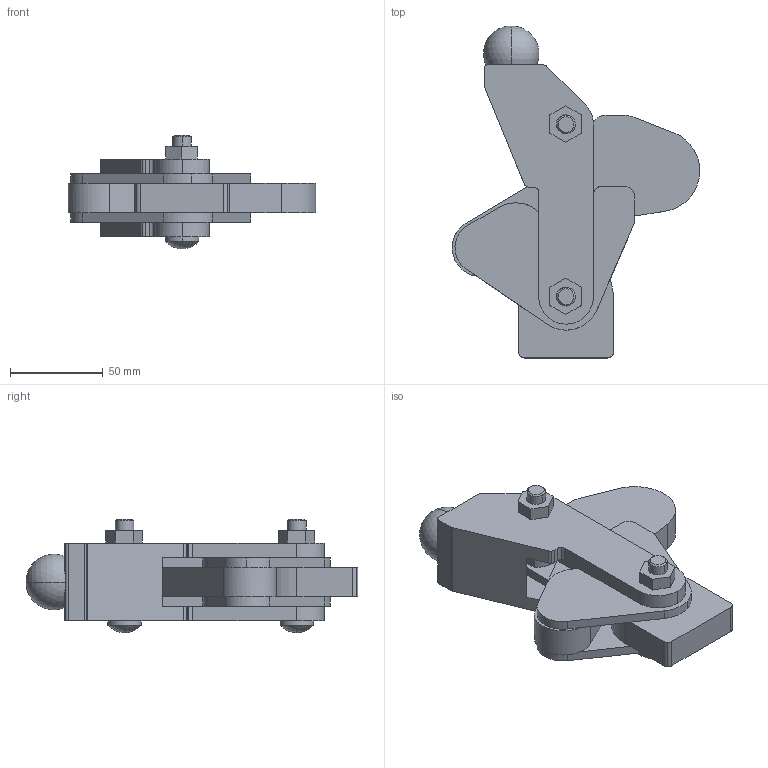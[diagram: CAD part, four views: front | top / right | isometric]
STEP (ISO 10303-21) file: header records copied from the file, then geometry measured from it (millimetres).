
FILE_DESCRIPTION(('CATIA V5 STEP Exchange'),'2;1');
FILE_NAME('MODULSPANNER_TS_V_HD_2500_FM_357822.stp','2018-08-16T12:01:27+00:00',('none'),('none'),'CATIA Version 5 Release 19 SP 9 (IN-10)','CATIA V5 STEP AP214','none');
FILE_SCHEMA(('AUTOMOTIVE_DESIGN { 1 0 10303 214 1 1 1 1 }'));
Length unit declared in the file: millimetre
Products named in the file (1): MODULSPANNER_TS_V_HD_2500_FM_357822
Bounding box: 133.7 x 179.25 x 61.5 mm (x, y, z)
Volume: 314028.8 mm3; surface area: 56966.9 mm2
Topology: 1 solids, 3 shells, 175 faces, 512 edges, 337 vertices
Faces by surface type: cylinder 87, plane 76, sphere 8, cone 4
Entity records: 6301 total; most frequent: CARTESIAN_POINT 1826, ORIENTED_EDGE 1016, DIRECTION 766, EDGE_CURVE 508, VERTEX_POINT 337, AXIS2_PLACEMENT_3D 318, VECTOR 280, LINE 280
